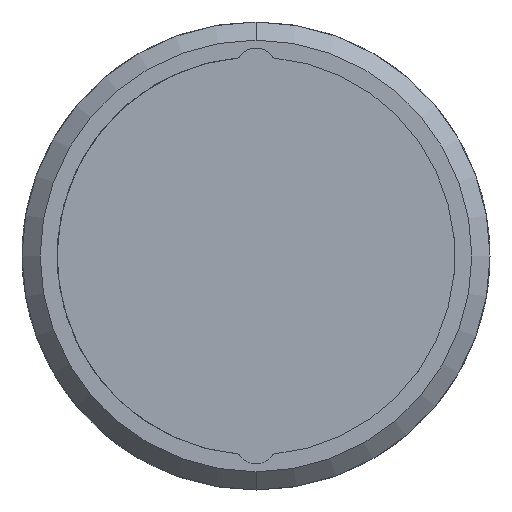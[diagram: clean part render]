
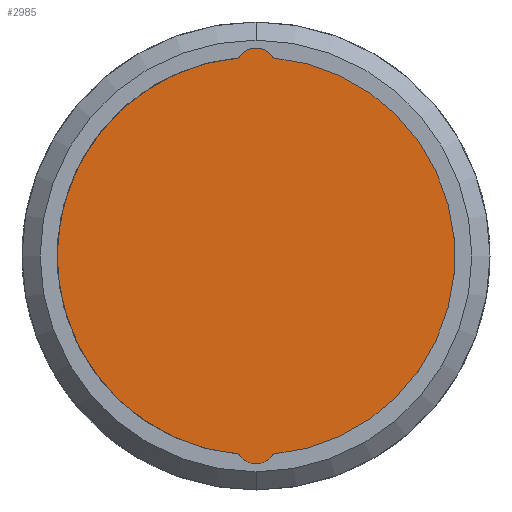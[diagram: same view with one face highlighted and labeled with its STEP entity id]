
A CAD part, left-side view. The second image highlights one B-rep face of the part: STEP entity #2985.
In plain terms, the highlighted face is planar.
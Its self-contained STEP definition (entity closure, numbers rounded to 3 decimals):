
#2383=CARTESIAN_POINT('',(0.,0.,0.));
#2384=DIRECTION('',(0.,0.,-1.));
#2385=DIRECTION('',(0.012,-1.,0.));
#2386=AXIS2_PLACEMENT_3D('',#2383,#2384,#2385);
#2391=CARTESIAN_POINT('',(0.,0.,0.));
#2392=DIRECTION('',(0.,0.,-1.));
#2393=DIRECTION('',(-0.996,0.085,0.));
#2394=AXIS2_PLACEMENT_3D('',#2391,#2392,#2393);
#2399=CARTESIAN_POINT('',(0.,0.,0.));
#2400=DIRECTION('',(0.,0.,-1.));
#2401=DIRECTION('',(0.996,-0.085,0.));
#2402=AXIS2_PLACEMENT_3D('',#2399,#2400,#2401);
#2584=CARTESIAN_POINT('',(6.579,-3.904,0.));
#2599=CARTESIAN_POINT('',(-7.25,0.,0.));
#2600=DIRECTION('',(0.,0.,1.));
#2601=DIRECTION('',(-0.496,0.868,0.));
#2602=AXIS2_PLACEMENT_3D('',#2599,#2600,#2601);
#2607=CARTESIAN_POINT('',(0.,0.,0.));
#2608=DIRECTION('',(0.,0.,1.));
#2609=DIRECTION('',(0.012,-1.,0.));
#2610=AXIS2_PLACEMENT_3D('',#2607,#2608,#2609);
#2615=CARTESIAN_POINT('',(7.25,0.,0.));
#2616=DIRECTION('',(0.,0.,1.));
#2617=DIRECTION('',(0.496,-0.868,0.));
#2618=AXIS2_PLACEMENT_3D('',#2615,#2616,#2617);
#2691=CARTESIAN_POINT('',(7.622,0.651,0.));
#2692=VERTEX_POINT('',#2691);
#2693=CARTESIAN_POINT('',(7.622,-0.651,0.));
#2694=VERTEX_POINT('',#2693);
#2700=CARTESIAN_POINT('',(-7.622,-0.651,0.));
#2702=VERTEX_POINT('',#2700);
#2704=CARTESIAN_POINT('',(-7.622,0.651,0.));
#2705=VERTEX_POINT('',#2704);
#2719=VERTEX_POINT('',#2584);
#2720=CARTESIAN_POINT('',(0.091,-7.649,0.));
#2721=VERTEX_POINT('',#2720);
#2971=CARTESIAN_POINT('',(0.,0.,0.));
#2972=DIRECTION('',(0.,0.,1.));
#2973=DIRECTION('',(1.,0.,0.));
#2974=AXIS2_PLACEMENT_3D('',#2971,#2972,#2973);
#2975=PLANE('',#2974);
#2976=ORIENTED_EDGE('',*,*,#2796,.F.);
#2978=ORIENTED_EDGE('',*,*,#2977,.T.);
#2979=ORIENTED_EDGE('',*,*,#2788,.F.);
#2980=ORIENTED_EDGE('',*,*,#2965,.T.);
#2981=ORIENTED_EDGE('',*,*,#2801,.F.);
#2982=ORIENTED_EDGE('',*,*,#2755,.T.);
#2983=EDGE_LOOP('',(#2976,#2978,#2979,#2980,#2981,#2982));
#2984=FACE_OUTER_BOUND('',#2983,.F.);
#2985=ADVANCED_FACE('',(#2984),#2975,.F.);
#2387=CIRCLE('',#2386,7.65);
#2395=CIRCLE('',#2394,7.65);
#2403=CIRCLE('',#2402,7.65);
#2603=CIRCLE('',#2602,0.75);
#2611=CIRCLE('',#2610,7.65);
#2619=CIRCLE('',#2618,0.75);
#2755=EDGE_CURVE('',#2694,#2692,#2619,.T.);
#2788=EDGE_CURVE('',#2721,#2702,#2387,.T.);
#2796=EDGE_CURVE('',#2705,#2692,#2395,.T.);
#2801=EDGE_CURVE('',#2694,#2719,#2403,.T.);
#2965=EDGE_CURVE('',#2721,#2719,#2611,.T.);
#2977=EDGE_CURVE('',#2705,#2702,#2603,.T.);
